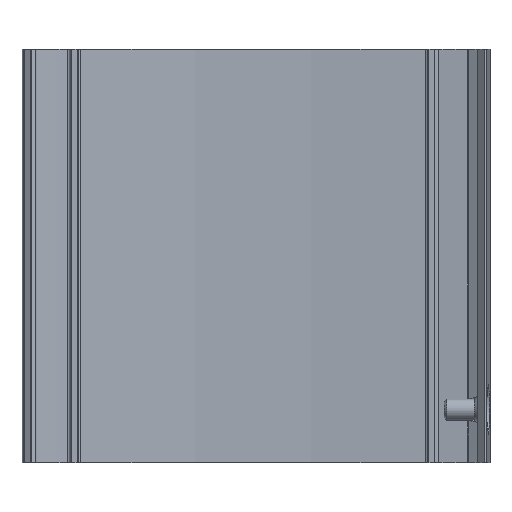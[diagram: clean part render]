
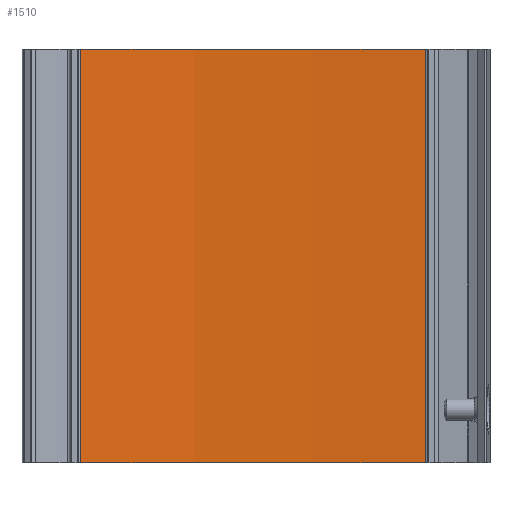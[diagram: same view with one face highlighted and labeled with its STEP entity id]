
A CAD part, front view. The second image highlights one B-rep face of the part: STEP entity #1510.
In plain terms, the highlighted cylindrical face has radius 298.8 mm (diameter 597.6 mm), a partial arc.
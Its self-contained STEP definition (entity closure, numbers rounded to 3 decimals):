
#116=CIRCLE('',#1660,298.8);
#117=CIRCLE('',#1661,298.8);
#218=LINE('',#2469,#344);
#219=LINE('',#2475,#345);
#344=VECTOR('',#1956,1000.);
#345=VECTOR('',#1963,1000.);
#550=ORIENTED_EDGE('',*,*,#966,.T.);
#551=ORIENTED_EDGE('',*,*,#965,.F.);
#552=ORIENTED_EDGE('',*,*,#967,.F.);
#553=ORIENTED_EDGE('',*,*,#968,.T.);
#965=EDGE_CURVE('',#1157,#1156,#218,.T.);
#966=EDGE_CURVE('',#1158,#1156,#116,.T.);
#967=EDGE_CURVE('',#1159,#1157,#117,.T.);
#968=EDGE_CURVE('',#1159,#1158,#219,.T.);
#1156=VERTEX_POINT('',#2466);
#1157=VERTEX_POINT('',#2468);
#1158=VERTEX_POINT('',#2472);
#1159=VERTEX_POINT('',#2474);
#1285=EDGE_LOOP('',(#550,#551,#552,#553));
#1379=FACE_BOUND('',#1285,.T.);
#1459=CYLINDRICAL_SURFACE('',#1659,298.8);
#1510=ADVANCED_FACE('',(#1379),#1459,.F.);
#1659=AXIS2_PLACEMENT_3D('',#2470,#1957,#1958);
#1660=AXIS2_PLACEMENT_3D('',#2471,#1959,#1960);
#1661=AXIS2_PLACEMENT_3D('',#2473,#1961,#1962);
#1956=DIRECTION('',(0.,0.,1.));
#1957=DIRECTION('',(0.,0.,1.));
#1958=DIRECTION('',(1.,0.,0.));
#1959=DIRECTION('',(0.,0.,1.));
#1960=DIRECTION('',(1.,0.,0.));
#1961=DIRECTION('',(0.,0.,1.));
#1962=DIRECTION('',(1.,0.,0.));
#1963=DIRECTION('',(0.,0.,1.));
#2466=CARTESIAN_POINT('',(-32.554,15.321,0.));
#2468=CARTESIAN_POINT('',(-32.554,15.321,-78.));
#2469=CARTESIAN_POINT('',(-32.554,15.321,-78.));
#2470=CARTESIAN_POINT('',(0.,-281.7,-78.));
#2471=CARTESIAN_POINT('',(0.,-281.7,0.));
#2472=CARTESIAN_POINT('',(32.554,15.321,0.));
#2473=CARTESIAN_POINT('',(0.,-281.7,-78.));
#2474=CARTESIAN_POINT('',(32.554,15.321,-78.));
#2475=CARTESIAN_POINT('',(32.554,15.321,-78.));
